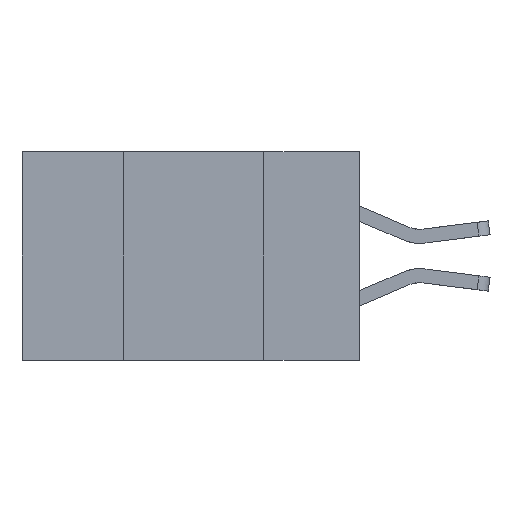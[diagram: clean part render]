
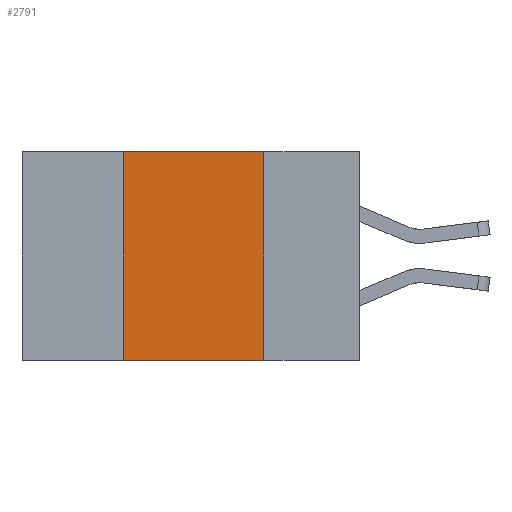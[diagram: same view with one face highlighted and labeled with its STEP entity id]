
A CAD part, left-side view. The second image highlights one B-rep face of the part: STEP entity #2791.
In plain terms, the highlighted planar face has unit normal (-1, 0, 0).
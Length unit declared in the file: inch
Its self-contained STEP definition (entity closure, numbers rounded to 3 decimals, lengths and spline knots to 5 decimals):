
#242 = FACE_OUTER_BOUND ( 'NONE', #8490, .T. ) ;
#352 = VECTOR ( 'NONE', #7907, 39.37008 ) ;
#493 = DIRECTION ( 'NONE',  ( 0., 0., -1. ) ) ;
#2003 = VECTOR ( 'NONE', #2227, 39.37008 ) ;
#2227 = DIRECTION ( 'NONE',  ( 0., 0., 1. ) ) ;
#2791 = ADVANCED_FACE ( 'NONE', ( #242 ), #8208, .F. ) ;
#2950 = LINE ( 'NONE', #11219, #352 ) ;
#2978 = CARTESIAN_POINT ( 'NONE',  ( 0., 0.42, -0.37 ) ) ;
#3131 = DIRECTION ( 'NONE',  ( 0., -1., 0. ) ) ;
#3434 = EDGE_CURVE ( 'NONE', #9785, #13781, #12963, .T. ) ;
#3719 = VERTEX_POINT ( 'NONE', #2978 ) ;
#3794 = DIRECTION ( 'NONE',  ( 0., 0., -1. ) ) ;
#4456 = LINE ( 'NONE', #9585, #8173 ) ;
#6267 = VERTEX_POINT ( 'NONE', #6971 ) ;
#6435 = EDGE_CURVE ( 'NONE', #13781, #6267, #4456, .T. ) ;
#6971 = CARTESIAN_POINT ( 'NONE',  ( 0., 0.17, -0.37 ) ) ;
#7571 = CARTESIAN_POINT ( 'NONE',  ( 0., 0.42, 0. ) ) ;
#7611 = CARTESIAN_POINT ( 'NONE',  ( 0., 0.6, 0. ) ) ;
#7907 = DIRECTION ( 'NONE',  ( 0., -1., 0. ) ) ;
#8173 = VECTOR ( 'NONE', #493, 39.37008 ) ;
#8208 = PLANE ( 'NONE',  #9649 ) ;
#8490 = EDGE_LOOP ( 'NONE', ( #13097, #13523, #11602, #12619 ) ) ;
#9067 = CARTESIAN_POINT ( 'NONE',  ( 0., 0.42, 0. ) ) ;
#9367 = DIRECTION ( 'NONE',  ( 1., 0., 0. ) ) ;
#9585 = CARTESIAN_POINT ( 'NONE',  ( 0., 0.17, 0. ) ) ;
#9649 = AXIS2_PLACEMENT_3D ( 'NONE', #13782, #9367, #3794 ) ;
#9785 = VERTEX_POINT ( 'NONE', #7571 ) ;
#9900 = EDGE_CURVE ( 'NONE', #3719, #6267, #2950, .T. ) ;
#10704 = VECTOR ( 'NONE', #3131, 39.37008 ) ;
#11219 = CARTESIAN_POINT ( 'NONE',  ( 0., 0.6, -0.37 ) ) ;
#11602 = ORIENTED_EDGE ( 'NONE', *, *, #13130, .F. ) ;
#11772 = LINE ( 'NONE', #9067, #2003 ) ;
#11854 = CARTESIAN_POINT ( 'NONE',  ( 0., 0.17, 0. ) ) ;
#12619 = ORIENTED_EDGE ( 'NONE', *, *, #9900, .T. ) ;
#12963 = LINE ( 'NONE', #7611, #10704 ) ;
#13097 = ORIENTED_EDGE ( 'NONE', *, *, #6435, .F. ) ;
#13130 = EDGE_CURVE ( 'NONE', #3719, #9785, #11772, .T. ) ;
#13523 = ORIENTED_EDGE ( 'NONE', *, *, #3434, .F. ) ;
#13781 = VERTEX_POINT ( 'NONE', #11854 ) ;
#13782 = CARTESIAN_POINT ( 'NONE',  ( 0., 0.6, 0. ) ) ;
